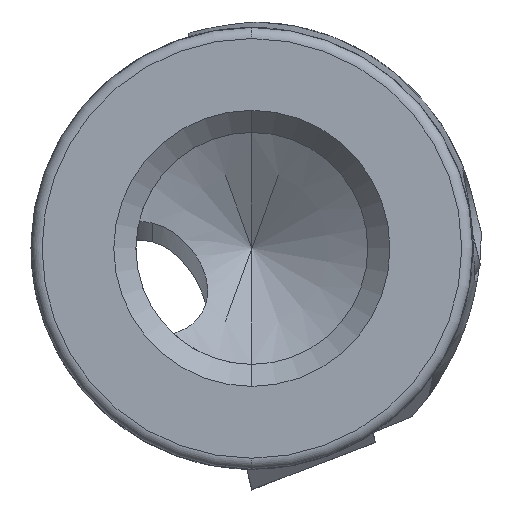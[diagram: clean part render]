
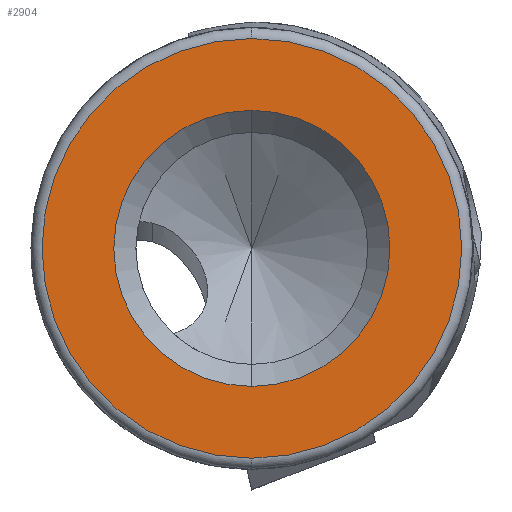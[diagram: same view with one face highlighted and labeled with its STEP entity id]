
A CAD part, left-side view. The second image highlights one B-rep face of the part: STEP entity #2904.
In plain terms, the highlighted planar face has unit normal (-1, 0, 0).
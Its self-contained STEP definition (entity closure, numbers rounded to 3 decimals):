
#9 = AXIS2_PLACEMENT_3D ( 'NONE', #4324, #82, #2141 ) ;
#82 = DIRECTION ( 'NONE',  ( 1., 0., 0. ) ) ;
#272 = CIRCLE ( 'NONE', #3180, 3.8 ) ;
#280 = EDGE_LOOP ( 'NONE', ( #1498, #3669 ) ) ;
#367 = AXIS2_PLACEMENT_3D ( 'NONE', #1461, #1476, #1792 ) ;
#482 = CARTESIAN_POINT ( 'NONE',  ( -18., 0., 4.375 ) ) ;
#725 = FACE_BOUND ( 'NONE', #280, .T. ) ;
#751 = CARTESIAN_POINT ( 'NONE',  ( -18., 0., 1.875 ) ) ;
#867 = DIRECTION ( 'NONE',  ( -1., 0., 0. ) ) ;
#1160 = PLANE ( 'NONE',  #9 ) ;
#1207 = VERTEX_POINT ( 'NONE', #2685 ) ;
#1257 = EDGE_CURVE ( 'NONE', #3021, #3442, #3170, .T. ) ;
#1324 = FACE_OUTER_BOUND ( 'NONE', #3548, .T. ) ;
#1413 = VERTEX_POINT ( 'NONE', #751 ) ;
#1461 = CARTESIAN_POINT ( 'NONE',  ( -18., 0., 4.375 ) ) ;
#1476 = DIRECTION ( 'NONE',  ( -1., 0., 0. ) ) ;
#1498 = ORIENTED_EDGE ( 'NONE', *, *, #3537, .F. ) ;
#1542 = DIRECTION ( 'NONE',  ( 0., 0., 1. ) ) ;
#1592 = DIRECTION ( 'NONE',  ( 0., 0., -1. ) ) ;
#1699 = CARTESIAN_POINT ( 'NONE',  ( -18., 0., 0.575 ) ) ;
#1714 = AXIS2_PLACEMENT_3D ( 'NONE', #3143, #2779, #3493 ) ;
#1792 = DIRECTION ( 'NONE',  ( 0., 0., 1. ) ) ;
#2141 = DIRECTION ( 'NONE',  ( 0., 0., -1. ) ) ;
#2312 = CIRCLE ( 'NONE', #3330, 2.5 ) ;
#2384 = ORIENTED_EDGE ( 'NONE', *, *, #4092, .T. ) ;
#2495 = CIRCLE ( 'NONE', #367, 2.5 ) ;
#2529 = ORIENTED_EDGE ( 'NONE', *, *, #1257, .T. ) ;
#2685 = CARTESIAN_POINT ( 'NONE',  ( -18., 0., 6.875 ) ) ;
#2779 = DIRECTION ( 'NONE',  ( -1., 0., 0. ) ) ;
#2904 = ADVANCED_FACE ( 'NONE', ( #1324, #725 ), #1160, .F. ) ;
#2974 = DIRECTION ( 'NONE',  ( -1., 0., 0. ) ) ;
#3021 = VERTEX_POINT ( 'NONE', #1699 ) ;
#3143 = CARTESIAN_POINT ( 'NONE',  ( -18., 0., 4.375 ) ) ;
#3170 = CIRCLE ( 'NONE', #1714, 3.8 ) ;
#3180 = AXIS2_PLACEMENT_3D ( 'NONE', #4416, #867, #1592 ) ;
#3330 = AXIS2_PLACEMENT_3D ( 'NONE', #482, #2974, #1542 ) ;
#3442 = VERTEX_POINT ( 'NONE', #3847 ) ;
#3493 = DIRECTION ( 'NONE',  ( 0., 0., -1. ) ) ;
#3537 = EDGE_CURVE ( 'NONE', #1207, #1413, #2495, .T. ) ;
#3548 = EDGE_LOOP ( 'NONE', ( #2529, #2384 ) ) ;
#3669 = ORIENTED_EDGE ( 'NONE', *, *, #4262, .F. ) ;
#3847 = CARTESIAN_POINT ( 'NONE',  ( -18., 0., 8.175 ) ) ;
#4092 = EDGE_CURVE ( 'NONE', #3442, #3021, #272, .T. ) ;
#4262 = EDGE_CURVE ( 'NONE', #1413, #1207, #2312, .T. ) ;
#4324 = CARTESIAN_POINT ( 'NONE',  ( -18., 0., 0.375 ) ) ;
#4416 = CARTESIAN_POINT ( 'NONE',  ( -18., 0., 4.375 ) ) ;
